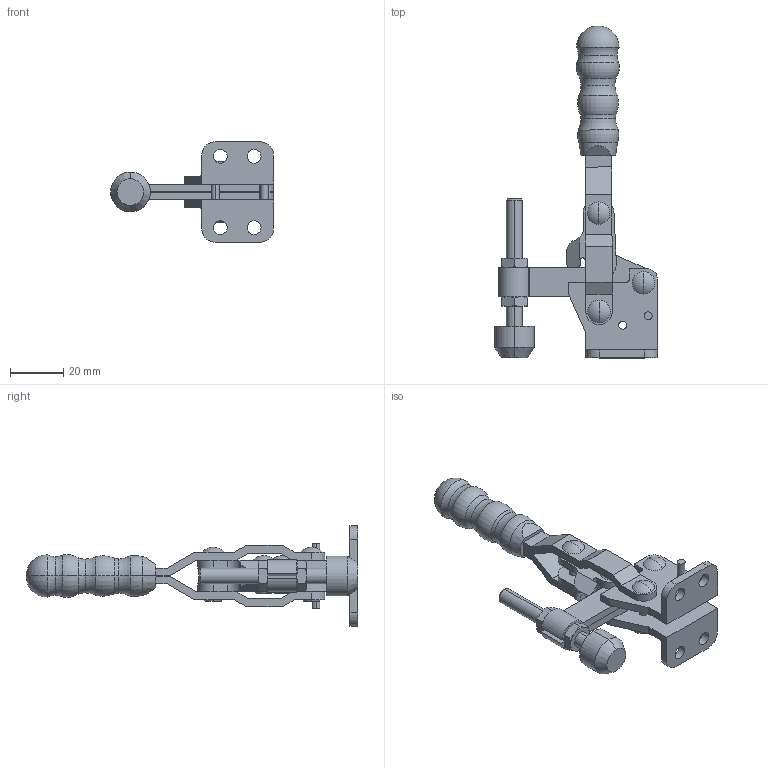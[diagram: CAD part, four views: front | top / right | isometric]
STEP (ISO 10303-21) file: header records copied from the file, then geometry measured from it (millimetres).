
FILE_DESCRIPTION (( 'STEP AP214' ), '1' );
FILE_NAME ('GH-11502-C(Â²¤Æ)-1.STEP', '2020-03-19T09:03:48', ( 'LinWei' ), ( '' ), 'SwSTEP 2.0', 'SolidWorks 2016', '' );
FILE_SCHEMA (( 'AUTOMOTIVE_DESIGN' ));
Length unit declared in the file: millimetre
Products named in the file (7): 零件66^GH-11502-C(簡化)-1; Group2^GH-11502-C(簡化)-1; Group1^GH-11502-C(簡化)-1; NC06-1^GH-11502-C(簡化)-1; GH-SA-065010-1^GH-11502-C(簡化)-1; Group4^GH-11502-C(簡化)-1; GH-11502-C(簡化)-1
Assembly tree (6 placements, depth 2):
  GH-11502-C(簡化)-1
    Group4^GH-11502-C(簡化)-1
    GH-SA-065010-1^GH-11502-C(簡化)-1
    NC06-1^GH-11502-C(簡化)-1
    Group1^GH-11502-C(簡化)-1
    Group2^GH-11502-C(簡化)-1
    零件66^GH-11502-C(簡化)-1
Bounding box: 61.4 x 125.01 x 37.8 mm (x, y, z)
Volume: 29739.3 mm3; surface area: 21550 mm2
Topology: 12 solids, 12 shells, 308 faces, 752 edges, 481 vertices
Faces by surface type: plane 128, cylinder 100, cone 40, torus 28, sphere 10, bspline 2
Entity records: 10141 total; most frequent: CARTESIAN_POINT 1978, DIRECTION 1618, ORIENTED_EDGE 1496, EDGE_CURVE 748, AXIS2_PLACEMENT_3D 631, VERTEX_POINT 479, EDGE_LOOP 363, VECTOR 356
